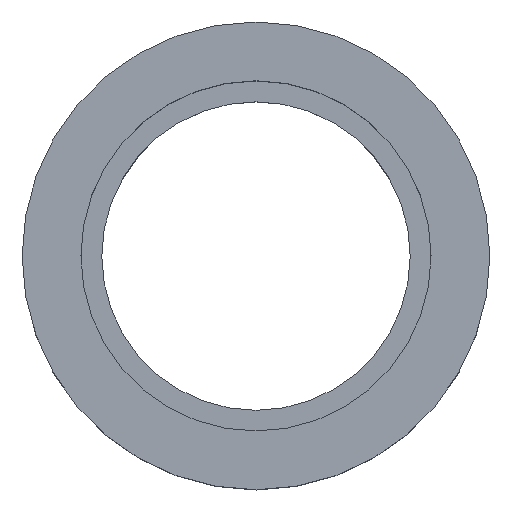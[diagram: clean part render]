
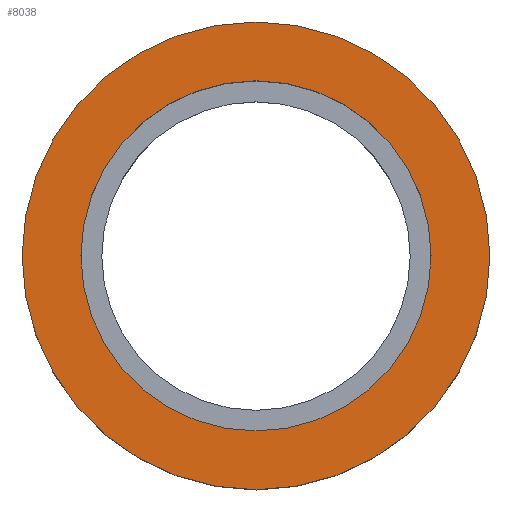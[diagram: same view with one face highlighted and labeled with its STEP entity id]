
A CAD part, top view. The second image highlights one B-rep face of the part: STEP entity #8038.
In plain terms, the highlighted planar face has unit normal (0, 0, 1).
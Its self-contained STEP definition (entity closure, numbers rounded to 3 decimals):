
#289=FACE_BOUND('',#954,.T.);
#296=PLANE('',#9020);
#517=FACE_OUTER_BOUND('',#953,.T.);
#953=EDGE_LOOP('',(#6510));
#954=EDGE_LOOP('',(#6511));
#3321=CIRCLE('',#9019,16.798);
#3322=CIRCLE('',#9021,12.575);
#4166=VERTEX_POINT('',#13910);
#4167=VERTEX_POINT('',#13914);
#5120=EDGE_CURVE('',#4166,#4166,#3321,.T.);
#5122=EDGE_CURVE('',#4167,#4167,#3322,.T.);
#6510=ORIENTED_EDGE('',*,*,#5120,.T.);
#6511=ORIENTED_EDGE('',*,*,#5122,.T.);
#8038=ADVANCED_FACE('',(#517,#289),#296,.T.);
#9019=AXIS2_PLACEMENT_3D('',#13911,#11000,#11001);
#9020=AXIS2_PLACEMENT_3D('',#13913,#11003,#11004);
#9021=AXIS2_PLACEMENT_3D('',#13915,#11005,#11006);
#11000=DIRECTION('center_axis',(0.,0.,
1.));
#11001=DIRECTION('ref_axis',(1.,0.,0.));
#11003=DIRECTION('center_axis',(0.,0.,
1.));
#11004=DIRECTION('ref_axis',(1.,0.,0.));
#11005=DIRECTION('center_axis',(0.,0.,
-1.));
#11006=DIRECTION('ref_axis',(-1.,0.,0.));
#13910=CARTESIAN_POINT('',(-39.89,-0.021,9.5));
#13911=CARTESIAN_POINT('Origin',(-23.092,-0.021,
9.5));
#13913=CARTESIAN_POINT('Origin',(-23.092,-0.021,
9.5));
#13914=CARTESIAN_POINT('',(-10.517,-0.021,9.5));
#13915=CARTESIAN_POINT('Origin',(-23.092,-0.021,
9.5));
